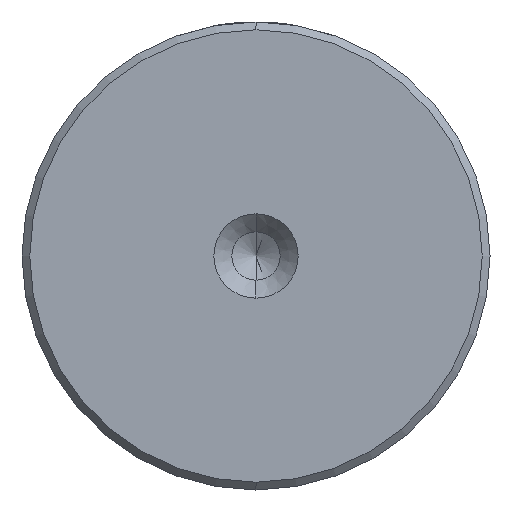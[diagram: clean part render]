
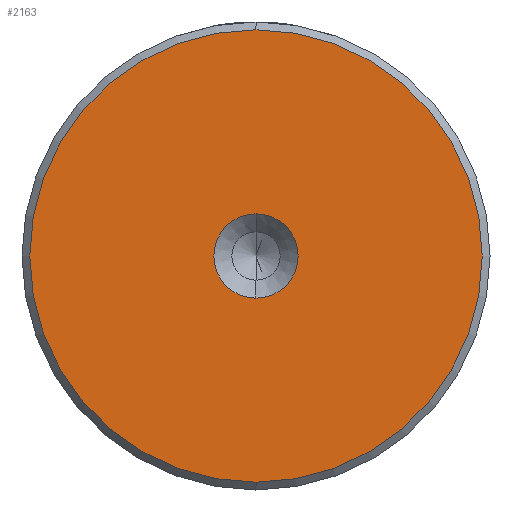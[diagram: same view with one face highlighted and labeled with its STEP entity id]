
A CAD part, left-side view. The second image highlights one B-rep face of the part: STEP entity #2163.
In plain terms, the highlighted planar face has unit normal (-1, 0, 0).
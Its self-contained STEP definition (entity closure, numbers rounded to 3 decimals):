
#2 = CARTESIAN_POINT ( 'NONE',  ( 0., 0., 2.7 ) ) ;
#98 = DIRECTION ( 'NONE',  ( 0., 0., 1. ) ) ;
#152 = CIRCLE ( 'NONE', #333, 2.7 ) ;
#223 = CARTESIAN_POINT ( 'NONE',  ( 0., 0., 0. ) ) ;
#285 = CIRCLE ( 'NONE', #982, 2.7 ) ;
#333 = AXIS2_PLACEMENT_3D ( 'NONE', #223, #1529, #420 ) ;
#366 = PLANE ( 'NONE',  #1507 ) ;
#374 = CARTESIAN_POINT ( 'NONE',  ( 0., 0., 0. ) ) ;
#387 = EDGE_CURVE ( 'NONE', #1071, #758, #2422, .T. ) ;
#420 = DIRECTION ( 'NONE',  ( 0., 0., 1. ) ) ;
#474 = ORIENTED_EDGE ( 'NONE', *, *, #387, .T. ) ;
#547 = CARTESIAN_POINT ( 'NONE',  ( 0., 0., 14.5 ) ) ;
#562 = CARTESIAN_POINT ( 'NONE',  ( 0., 0., 0. ) ) ;
#626 = VERTEX_POINT ( 'NONE', #696 ) ;
#644 = ORIENTED_EDGE ( 'NONE', *, *, #2149, .T. ) ;
#696 = CARTESIAN_POINT ( 'NONE',  ( 0., 0., -2.7 ) ) ;
#739 = VERTEX_POINT ( 'NONE', #2 ) ;
#750 = DIRECTION ( 'NONE',  ( 0., 0., 1. ) ) ;
#756 = DIRECTION ( 'NONE',  ( -1., 0., 0. ) ) ;
#758 = VERTEX_POINT ( 'NONE', #1694 ) ;
#782 = FACE_BOUND ( 'NONE', #787, .T. ) ;
#787 = EDGE_LOOP ( 'NONE', ( #1955, #1836 ) ) ;
#832 = CIRCLE ( 'NONE', #881, 14.5 ) ;
#881 = AXIS2_PLACEMENT_3D ( 'NONE', #562, #1857, #750 ) ;
#971 = EDGE_CURVE ( 'NONE', #739, #626, #285, .T. ) ;
#982 = AXIS2_PLACEMENT_3D ( 'NONE', #2356, #1226, #98 ) ;
#1049 = DIRECTION ( 'NONE',  ( 0., 0., 1. ) ) ;
#1058 = DIRECTION ( 'NONE',  ( -1., 0., 0. ) ) ;
#1067 = CARTESIAN_POINT ( 'NONE',  ( 0., 0., 0. ) ) ;
#1071 = VERTEX_POINT ( 'NONE', #547 ) ;
#1226 = DIRECTION ( 'NONE',  ( -1., 0., 0. ) ) ;
#1267 = FACE_OUTER_BOUND ( 'NONE', #1853, .T. ) ;
#1507 = AXIS2_PLACEMENT_3D ( 'NONE', #374, #756, #2059 ) ;
#1529 = DIRECTION ( 'NONE',  ( -1., 0., 0. ) ) ;
#1694 = CARTESIAN_POINT ( 'NONE',  ( 0., 0., -14.5 ) ) ;
#1836 = ORIENTED_EDGE ( 'NONE', *, *, #2275, .F. ) ;
#1853 = EDGE_LOOP ( 'NONE', ( #644, #474 ) ) ;
#1857 = DIRECTION ( 'NONE',  ( -1., 0., 0. ) ) ;
#1903 = AXIS2_PLACEMENT_3D ( 'NONE', #1067, #1058, #1049 ) ;
#1955 = ORIENTED_EDGE ( 'NONE', *, *, #971, .F. ) ;
#2059 = DIRECTION ( 'NONE',  ( 0., 0., 1. ) ) ;
#2149 = EDGE_CURVE ( 'NONE', #758, #1071, #832, .T. ) ;
#2163 = ADVANCED_FACE ( 'NONE', ( #1267, #782 ), #366, .T. ) ;
#2275 = EDGE_CURVE ( 'NONE', #626, #739, #152, .T. ) ;
#2356 = CARTESIAN_POINT ( 'NONE',  ( 0., 0., 0. ) ) ;
#2422 = CIRCLE ( 'NONE', #1903, 14.5 ) ;
